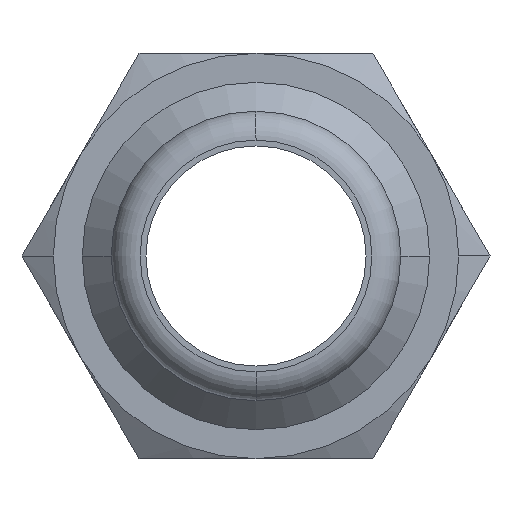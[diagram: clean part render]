
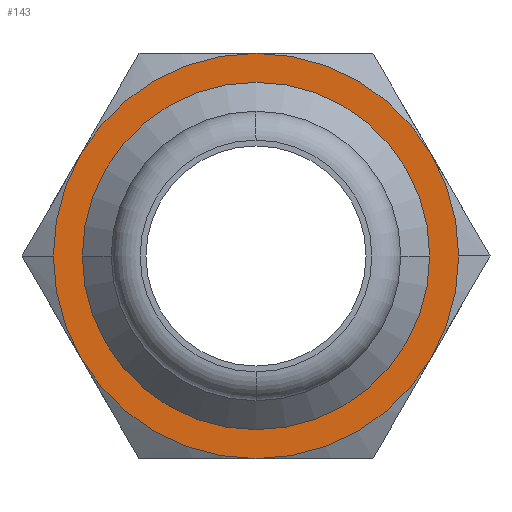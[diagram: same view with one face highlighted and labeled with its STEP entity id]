
A CAD part, front view. The second image highlights one B-rep face of the part: STEP entity #143.
In plain terms, the highlighted planar face has unit normal (0, -1, 0).
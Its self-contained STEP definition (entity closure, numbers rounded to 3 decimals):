
#143=ADVANCED_FACE('',(#336,#337),#338,.T.);
#336=FACE_OUTER_BOUND('',#581,.T.);
#337=FACE_BOUND('',#582,.T.);
#338=PLANE('',#583);
#581=EDGE_LOOP('',(#30193,#30194,#30195,#30196,#30197,#30198,#30199,#30200));
#582=EDGE_LOOP('',(#30201,#30202));
#583=AXIS2_PLACEMENT_3D('',#30203,#30204,#30205);
#30193=ORIENTED_EDGE('',*,*,#30752,.F.);
#30194=ORIENTED_EDGE('',*,*,#30753,.F.);
#30195=ORIENTED_EDGE('',*,*,#30754,.F.);
#30196=ORIENTED_EDGE('',*,*,#30755,.F.);
#30197=ORIENTED_EDGE('',*,*,#30756,.F.);
#30198=ORIENTED_EDGE('',*,*,#30757,.F.);
#30199=ORIENTED_EDGE('',*,*,#30758,.F.);
#30200=ORIENTED_EDGE('',*,*,#30759,.F.);
#30201=ORIENTED_EDGE('',*,*,#30760,.F.);
#30202=ORIENTED_EDGE('',*,*,#30730,.F.);
#30203=CARTESIAN_POINT('',(3.5,20.0,0.0));
#30204=DIRECTION('',(-0.0,-1.0,-0.0));
#30205=DIRECTION('',(-1.0,0.0,0.0));
#30730=EDGE_CURVE('',#31026,#31028,#31029,.T.);
#30752=EDGE_CURVE('',#31060,#31061,#31062,.T.);
#30753=EDGE_CURVE('',#31063,#31060,#31064,.T.);
#30754=EDGE_CURVE('',#31065,#31063,#31066,.T.);
#30755=EDGE_CURVE('',#31067,#31065,#31068,.T.);
#30756=EDGE_CURVE('',#31018,#31067,#31069,.T.);
#30757=EDGE_CURVE('',#31070,#31018,#31071,.T.);
#30758=EDGE_CURVE('',#30937,#31070,#31072,.T.);
#30759=EDGE_CURVE('',#31061,#30937,#31073,.T.);
#30760=EDGE_CURVE('',#31028,#31026,#31074,.T.);
#30937=VERTEX_POINT('',#31336);
#31018=VERTEX_POINT('',#31615);
#31026=VERTEX_POINT('',#31658);
#31028=VERTEX_POINT('',#31661);
#31029=CIRCLE('',#31662,6.0);
#31060=VERTEX_POINT('',#31744);
#31061=VERTEX_POINT('',#31745);
#31062=CIRCLE('',#31746,7.0);
#31063=VERTEX_POINT('',#31747);
#31064=CIRCLE('',#31748,7.0);
#31065=VERTEX_POINT('',#31749);
#31066=CIRCLE('',#31750,7.0);
#31067=VERTEX_POINT('',#31751);
#31068=CIRCLE('',#31752,7.0);
#31069=CIRCLE('',#31753,7.0);
#31070=VERTEX_POINT('',#31754);
#31071=CIRCLE('',#31755,7.0);
#31072=CIRCLE('',#31756,7.0);
#31073=CIRCLE('',#31757,7.0);
#31074=CIRCLE('',#31758,6.0);
#31336=CARTESIAN_POINT('',(6.062,20.0,-3.5));
#31615=CARTESIAN_POINT('',(-6.062,20.0,-3.5));
#31658=CARTESIAN_POINT('',(6.0,20.0,0.));
#31661=CARTESIAN_POINT('',(-6.0,20.0,0.));
#31662=AXIS2_PLACEMENT_3D('',#34504,#34505,#34506);
#31744=CARTESIAN_POINT('',(6.062,20.0,3.5));
#31745=CARTESIAN_POINT('',(7.0,20.0,0.));
#31746=AXIS2_PLACEMENT_3D('',#34529,#34530,#34531);
#31747=CARTESIAN_POINT('',(0.,20.0,7.0));
#31748=AXIS2_PLACEMENT_3D('',#34532,#34533,#34534);
#31749=CARTESIAN_POINT('',(-6.062,20.0,3.5));
#31750=AXIS2_PLACEMENT_3D('',#34535,#34536,#34537);
#31751=CARTESIAN_POINT('',(-7.0,20.0,0.));
#31752=AXIS2_PLACEMENT_3D('',#34538,#34539,#34540);
#31753=AXIS2_PLACEMENT_3D('',#34541,#34542,#34543);
#31754=CARTESIAN_POINT('',(0.0,20.0,-7.0));
#31755=AXIS2_PLACEMENT_3D('',#34544,#34545,#34546);
#31756=AXIS2_PLACEMENT_3D('',#34547,#34548,#34549);
#31757=AXIS2_PLACEMENT_3D('',#34550,#34551,#34552);
#31758=AXIS2_PLACEMENT_3D('',#34553,#34554,#34555);
#34504=CARTESIAN_POINT('',(0.0,20.0,0.0));
#34505=DIRECTION('',(0.0,-1.0,0.0));
#34506=DIRECTION('',(1.0,0.0,0.0));
#34529=CARTESIAN_POINT('',(0.0,20.0,0.0));
#34530=DIRECTION('',(-0.0,1.0,0.0));
#34531=DIRECTION('',(1.0,0.0,0.0));
#34532=CARTESIAN_POINT('',(0.0,20.0,0.0));
#34533=DIRECTION('',(-0.0,1.0,0.0));
#34534=DIRECTION('',(1.0,0.0,0.0));
#34535=CARTESIAN_POINT('',(0.0,20.0,0.0));
#34536=DIRECTION('',(-0.0,1.0,0.0));
#34537=DIRECTION('',(1.0,0.0,0.0));
#34538=CARTESIAN_POINT('',(0.0,20.0,0.0));
#34539=DIRECTION('',(-0.0,1.0,0.0));
#34540=DIRECTION('',(1.0,0.0,0.0));
#34541=CARTESIAN_POINT('',(0.0,20.0,0.0));
#34542=DIRECTION('',(-0.0,1.0,0.0));
#34543=DIRECTION('',(1.0,0.0,0.0));
#34544=CARTESIAN_POINT('',(0.0,20.0,0.0));
#34545=DIRECTION('',(-0.0,1.0,0.0));
#34546=DIRECTION('',(1.0,0.0,0.0));
#34547=CARTESIAN_POINT('',(0.0,20.0,0.0));
#34548=DIRECTION('',(-0.0,1.0,0.0));
#34549=DIRECTION('',(1.0,0.0,0.0));
#34550=CARTESIAN_POINT('',(0.0,20.0,0.0));
#34551=DIRECTION('',(-0.0,1.0,0.0));
#34552=DIRECTION('',(1.0,0.0,0.0));
#34553=CARTESIAN_POINT('',(0.0,20.0,0.0));
#34554=DIRECTION('',(0.0,-1.0,0.0));
#34555=DIRECTION('',(1.0,0.0,0.0));
